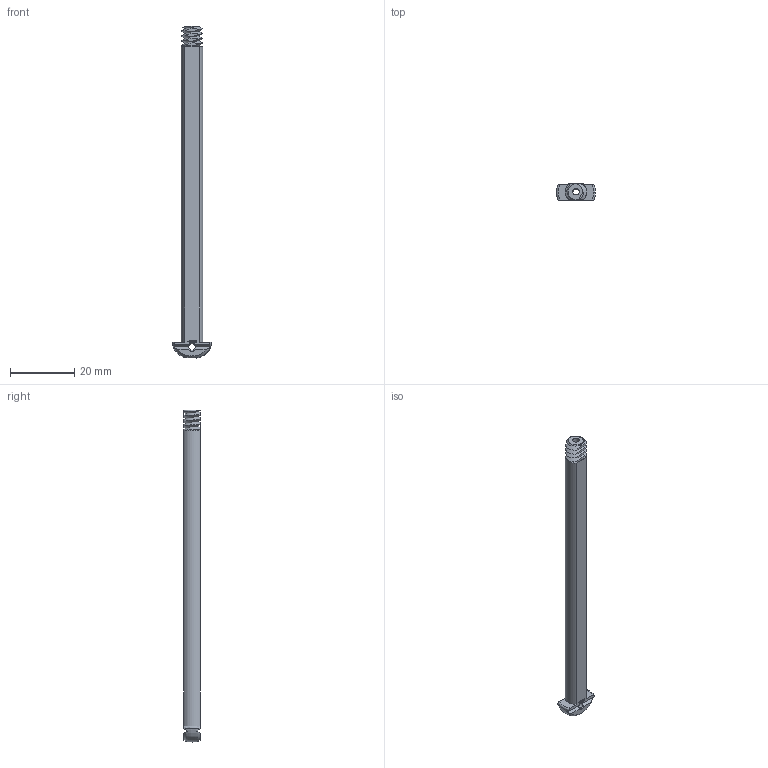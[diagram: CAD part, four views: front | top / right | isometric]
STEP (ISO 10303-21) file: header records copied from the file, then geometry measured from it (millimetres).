
FILE_DESCRIPTION(('FreeCAD Model'),'2;1');
FILE_NAME('Open CASCADE Shape Model','2023-11-07T13:11:07',(''),(''), 'Open CASCADE STEP processor 7.6','FreeCAD','Unknown');
FILE_SCHEMA(('AUTOMOTIVE_DESIGN { 1 0 10303 214 1 1 1 1 }'));
Length unit declared in the file: millimetre
Products named in the file (1): Shoulder Screw RH RHD BU07.50 - SPN-SSC-0070 (stemfie.org)
Bounding box: 12.2 x 5 x 103.73 mm (x, y, z)
Volume: 2795.2 mm3; surface area: 2941.2 mm2
Topology: 1 solids, 1 shells, 550 faces, 1553 edges, 1032 vertices
Faces by surface type: plane 313, extrusion 204, bspline 13, cone 10, cylinder 6, torus 3, revolution 1
Full cylindrical faces by diameter (mm): 2 x2, 2.001 x1
Entity records: 45135 total; most frequent: CARTESIAN_POINT 15906, DIRECTION 4502, VECTOR 3698, LINE 3494, ORIENTED_EDGE 3106, PCURVE 3106, DEFINITIONAL_REPRESENTATION 3106, EDGE_CURVE 1553
